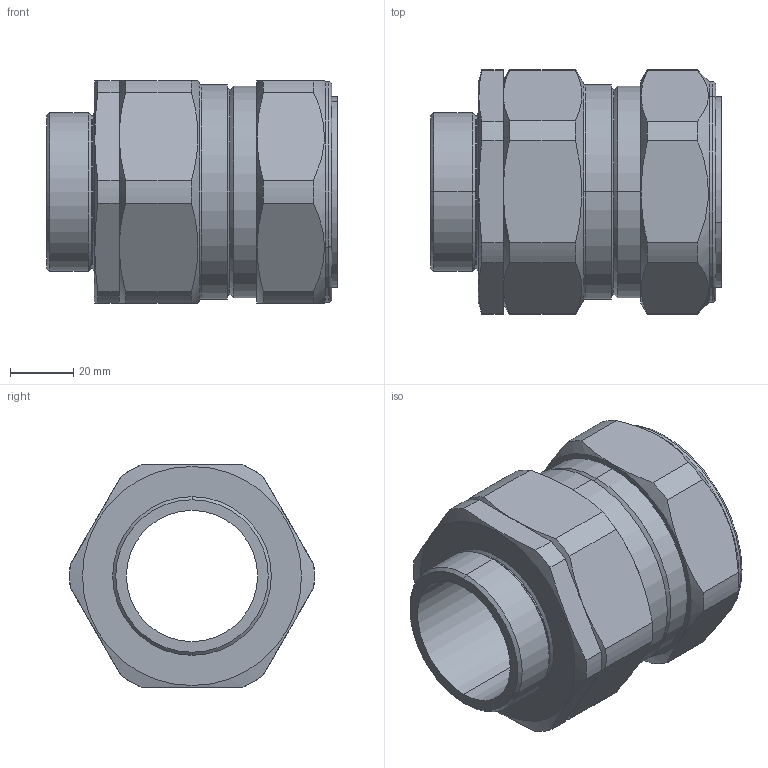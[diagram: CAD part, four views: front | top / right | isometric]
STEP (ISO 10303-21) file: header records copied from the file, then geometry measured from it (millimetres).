
FILE_DESCRIPTION (( 'STEP AP203' ), '1' );
FILE_NAME ('50PX2K%1RA.STEP', '2021-05-11T13:33:46', ( '' ), ( '' ), 'SwSTEP 2.0', 'SolidWorks 2017', '' );
FILE_SCHEMA (( 'CONFIG_CONTROL_DESIGN' ));
Length unit declared in the file: millimetre
Products named in the file (1): 50PX2K%1RA
Bounding box: 91.5 x 77.07 x 70.1 mm (x, y, z)
Volume: 171541.7 mm3; surface area: 40971.9 mm2
Topology: 1 solids, 1 shells, 118 faces, 274 edges, 166 vertices
Faces by surface type: plane 40, cylinder 38, cone 34, torus 6
Entity records: 3709 total; most frequent: CARTESIAN_POINT 935, DIRECTION 594, ORIENTED_EDGE 548, EDGE_CURVE 274, AXIS2_PLACEMENT_3D 249, VERTEX_POINT 166, CIRCLE 130, EDGE_LOOP 128
